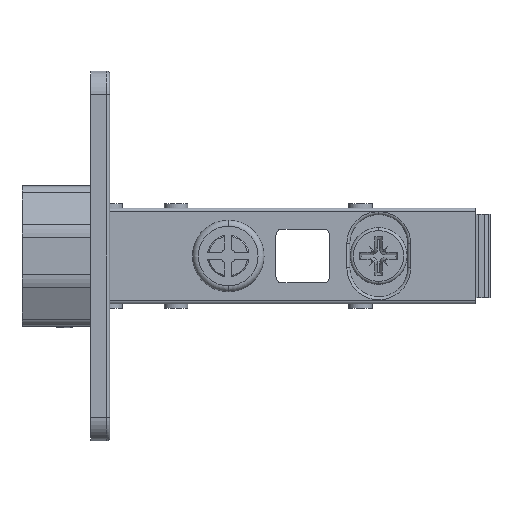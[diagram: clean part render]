
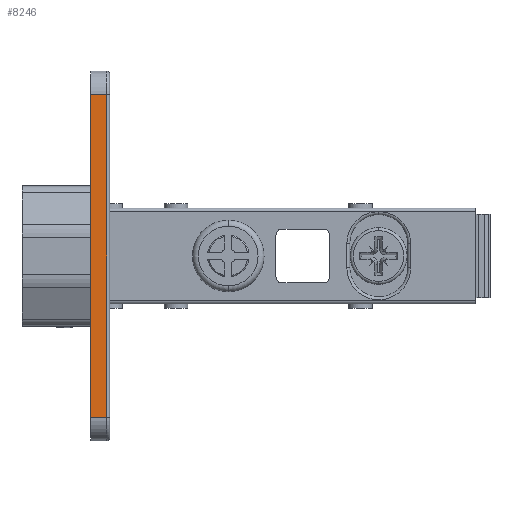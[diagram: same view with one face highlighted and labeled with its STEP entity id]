
A CAD part, front view. The second image highlights one B-rep face of the part: STEP entity #8246.
In plain terms, the highlighted face is planar.
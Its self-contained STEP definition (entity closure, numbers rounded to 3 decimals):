
#928 = EDGE_CURVE ( 'NONE', #2824, #1549, #11105, .T. ) ;
#1549 = VERTEX_POINT ( 'NONE', #10433 ) ;
#2104 = EDGE_CURVE ( 'NONE', #1549, #11251, #8465, .T. ) ;
#2638 = CARTESIAN_POINT ( 'NONE',  ( 27., 20.2, 14.7 ) ) ;
#2770 = PLANE ( 'NONE',  #10494 ) ;
#2824 = VERTEX_POINT ( 'NONE', #7189 ) ;
#3470 = CARTESIAN_POINT ( 'NONE',  ( 27., 20.2, 11.5 ) ) ;
#3575 = VECTOR ( 'NONE', #7950, 1000. ) ;
#4308 = VECTOR ( 'NONE', #9033, 1000. ) ;
#4925 = FACE_OUTER_BOUND ( 'NONE', #9751, .T. ) ;
#4992 = DIRECTION ( 'NONE',  ( 0., -1., 0. ) ) ;
#5473 = DIRECTION ( 'NONE',  ( 1., 0., 0. ) ) ;
#5773 = LINE ( 'NONE', #2638, #4308 ) ;
#6416 = ORIENTED_EDGE ( 'NONE', *, *, #2104, .T. ) ;
#6735 = EDGE_CURVE ( 'NONE', #10151, #2824, #9583, .T. ) ;
#6915 = CARTESIAN_POINT ( 'NONE',  ( -27., 20.2, 14.7 ) ) ;
#7189 = CARTESIAN_POINT ( 'NONE',  ( -27., 20.2, 11.5 ) ) ;
#7950 = DIRECTION ( 'NONE',  ( 0., 0., 1. ) ) ;
#8246 = ADVANCED_FACE ( 'NONE', ( #4925 ), #2770, .F. ) ;
#8465 = LINE ( 'NONE', #10834, #13711 ) ;
#8473 = DIRECTION ( 'NONE',  ( -1., 0., 0. ) ) ;
#8611 = CARTESIAN_POINT ( 'NONE',  ( 31., 20.2, 11.5 ) ) ;
#9033 = DIRECTION ( 'NONE',  ( 0., 0., -1. ) ) ;
#9583 = LINE ( 'NONE', #8611, #10028 ) ;
#9751 = EDGE_LOOP ( 'NONE', ( #11121, #6416, #10193, #11201 ) ) ;
#10028 = VECTOR ( 'NONE', #8473, 1000. ) ;
#10151 = VERTEX_POINT ( 'NONE', #3470 ) ;
#10193 = ORIENTED_EDGE ( 'NONE', *, *, #11246, .T. ) ;
#10433 = CARTESIAN_POINT ( 'NONE',  ( -27., 20.2, 14.2 ) ) ;
#10494 = AXIS2_PLACEMENT_3D ( 'NONE', #13590, #4992, #13514 ) ;
#10834 = CARTESIAN_POINT ( 'NONE',  ( -31., 20.2, 14.2 ) ) ;
#11105 = LINE ( 'NONE', #6915, #3575 ) ;
#11121 = ORIENTED_EDGE ( 'NONE', *, *, #928, .T. ) ;
#11201 = ORIENTED_EDGE ( 'NONE', *, *, #6735, .T. ) ;
#11246 = EDGE_CURVE ( 'NONE', #11251, #10151, #5773, .T. ) ;
#11251 = VERTEX_POINT ( 'NONE', #12260 ) ;
#12260 = CARTESIAN_POINT ( 'NONE',  ( 27., 20.2, 14.2 ) ) ;
#13514 = DIRECTION ( 'NONE',  ( 0., 0., -1. ) ) ;
#13590 = CARTESIAN_POINT ( 'NONE',  ( -31., 20.2, 14.7 ) ) ;
#13711 = VECTOR ( 'NONE', #5473, 1000. ) ;
